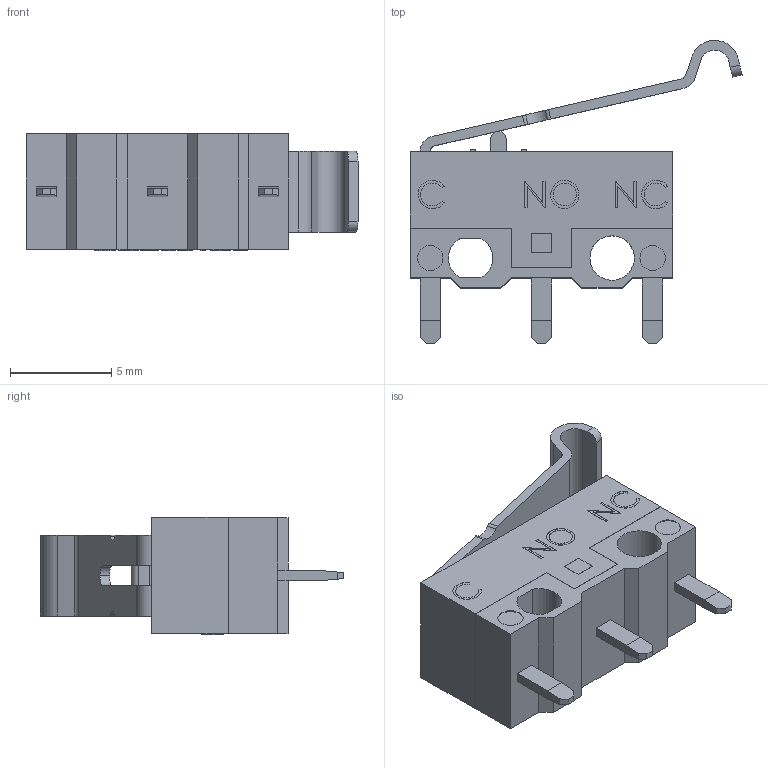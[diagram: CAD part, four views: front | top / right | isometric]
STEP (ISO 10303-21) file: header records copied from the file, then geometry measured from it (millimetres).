
FILE_DESCRIPTION (( 'STEP AP214' ), '1' );
FILE_NAME ('Limit_Switch_SPDT_sim_roller.STEP', '2024-01-07T10:02:59', ( '' ), ( '' ), 'SwSTEP 2.0', 'SolidWorks 2020', '' );
FILE_SCHEMA (( 'AUTOMOTIVE_DESIGN' ));
Length unit declared in the file: millimetre
Products named in the file (1): Limit_Switch_SPDT_sim_roller
Bounding box: 16.42 x 15 x 5.81 mm (x, y, z)
Volume: 471.8 mm3; surface area: 708.4 mm2
Topology: 2 solids, 2 shells, 294 faces, 780 edges, 520 vertices
Faces by surface type: plane 207, bspline 55, cylinder 32
Entity records: 13988 total; most frequent: CARTESIAN_POINT 5466, ORIENTED_EDGE 1560, DIRECTION 1214, EDGE_CURVE 780, VECTOR 606, LINE 606, VERTEX_POINT 520, EDGE_LOOP 328
